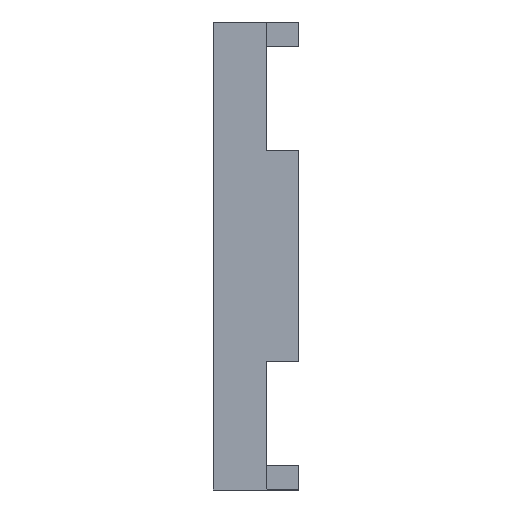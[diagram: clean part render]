
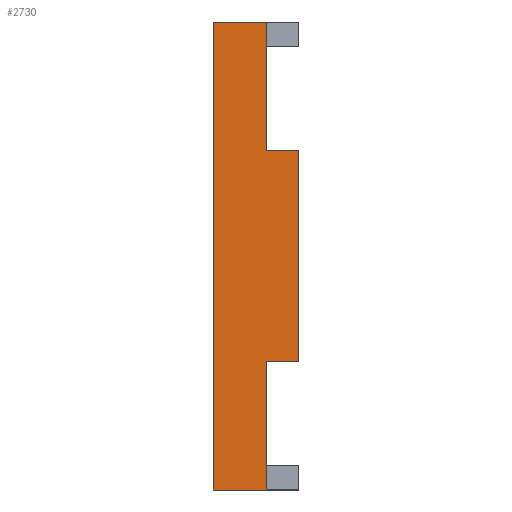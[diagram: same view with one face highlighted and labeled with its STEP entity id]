
A CAD part, left-side view. The second image highlights one B-rep face of the part: STEP entity #2730.
In plain terms, the highlighted planar face has unit normal (-1, 0, 0).
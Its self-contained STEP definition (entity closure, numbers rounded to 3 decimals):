
#39 = VECTOR ( 'NONE', #2940, 1000. ) ;
#130 = DIRECTION ( 'NONE',  ( 0., 0., 1. ) ) ;
#134 = CARTESIAN_POINT ( 'NONE',  ( -27.2, 0., -14.6 ) ) ;
#168 = ORIENTED_EDGE ( 'NONE', *, *, #2161, .F. ) ;
#179 = VERTEX_POINT ( 'NONE', #1744 ) ;
#183 = DIRECTION ( 'NONE',  ( 0., -1., 0. ) ) ;
#281 = EDGE_CURVE ( 'NONE', #1306, #3002, #1842, .T. ) ;
#330 = CARTESIAN_POINT ( 'NONE',  ( -27.2, 4.5, -14.6 ) ) ;
#475 = EDGE_CURVE ( 'NONE', #2841, #1295, #743, .T. ) ;
#529 = ORIENTED_EDGE ( 'NONE', *, *, #2332, .T. ) ;
#600 = CARTESIAN_POINT ( 'NONE',  ( -27.2, 0., 14.6 ) ) ;
#743 = LINE ( 'NONE', #983, #39 ) ;
#749 = CARTESIAN_POINT ( 'NONE',  ( -27.2, 4.5, 14.6 ) ) ;
#754 = ORIENTED_EDGE ( 'NONE', *, *, #281, .F. ) ;
#779 = EDGE_CURVE ( 'NONE', #1295, #2115, #2418, .T. ) ;
#804 = AXIS2_PLACEMENT_3D ( 'NONE', #1789, #2539, #2274 ) ;
#971 = CARTESIAN_POINT ( 'NONE',  ( -27.2, -2., 6.6 ) ) ;
#983 = CARTESIAN_POINT ( 'NONE',  ( -27.2, 11.314, -6.6 ) ) ;
#1009 = ORIENTED_EDGE ( 'NONE', *, *, #3142, .F. ) ;
#1033 = FACE_OUTER_BOUND ( 'NONE', #2833, .T. ) ;
#1067 = EDGE_CURVE ( 'NONE', #179, #2268, #2564, .T. ) ;
#1223 = VECTOR ( 'NONE', #183, 1000. ) ;
#1295 = VERTEX_POINT ( 'NONE', #2480 ) ;
#1303 = ORIENTED_EDGE ( 'NONE', *, *, #1922, .F. ) ;
#1306 = VERTEX_POINT ( 'NONE', #2936 ) ;
#1355 = ORIENTED_EDGE ( 'NONE', *, *, #1067, .T. ) ;
#1553 = PLANE ( 'NONE',  #804 ) ;
#1582 = VERTEX_POINT ( 'NONE', #3125 ) ;
#1680 = CARTESIAN_POINT ( 'NONE',  ( -27.2, 0., 6.6 ) ) ;
#1744 = CARTESIAN_POINT ( 'NONE',  ( -27.2, 3.35, -14.6 ) ) ;
#1745 = DIRECTION ( 'NONE',  ( 0., -1., 0. ) ) ;
#1751 = LINE ( 'NONE', #2809, #3213 ) ;
#1770 = CARTESIAN_POINT ( 'NONE',  ( -27.2, 11.314, 6.6 ) ) ;
#1789 = CARTESIAN_POINT ( 'NONE',  ( -27.2, 4.5, 0. ) ) ;
#1842 = LINE ( 'NONE', #600, #2694 ) ;
#1908 = DIRECTION ( 'NONE',  ( 0., 0., -1. ) ) ;
#1922 = EDGE_CURVE ( 'NONE', #1582, #1306, #2977, .T. ) ;
#2047 = DIRECTION ( 'NONE',  ( 0., -1., 0. ) ) ;
#2049 = DIRECTION ( 'NONE',  ( 0., 0., -1. ) ) ;
#2115 = VERTEX_POINT ( 'NONE', #971 ) ;
#2119 = DIRECTION ( 'NONE',  ( 0., 0., -1. ) ) ;
#2150 = CARTESIAN_POINT ( 'NONE',  ( -27.2, 3.35, -14.6 ) ) ;
#2161 = EDGE_CURVE ( 'NONE', #3002, #2115, #2213, .T. ) ;
#2213 = LINE ( 'NONE', #1770, #1223 ) ;
#2268 = VERTEX_POINT ( 'NONE', #134 ) ;
#2274 = DIRECTION ( 'NONE',  ( 0., 0., 1. ) ) ;
#2332 = EDGE_CURVE ( 'NONE', #1582, #179, #2392, .T. ) ;
#2336 = VECTOR ( 'NONE', #2047, 1000. ) ;
#2371 = CARTESIAN_POINT ( 'NONE',  ( -27.2, 0., -6.6 ) ) ;
#2392 = LINE ( 'NONE', #2150, #2818 ) ;
#2418 = LINE ( 'NONE', #2665, #2745 ) ;
#2460 = ORIENTED_EDGE ( 'NONE', *, *, #475, .T. ) ;
#2480 = CARTESIAN_POINT ( 'NONE',  ( -27.2, -2., -6.6 ) ) ;
#2521 = VECTOR ( 'NONE', #1745, 1000. ) ;
#2539 = DIRECTION ( 'NONE',  ( -1., 0., 0. ) ) ;
#2564 = LINE ( 'NONE', #330, #2336 ) ;
#2665 = CARTESIAN_POINT ( 'NONE',  ( -27.2, -2., 14.6 ) ) ;
#2694 = VECTOR ( 'NONE', #2119, 1000. ) ;
#2730 = ADVANCED_FACE ( 'NONE', ( #1033 ), #1553, .T. ) ;
#2745 = VECTOR ( 'NONE', #130, 1000. ) ;
#2809 = CARTESIAN_POINT ( 'NONE',  ( -27.2, 0., -14.6 ) ) ;
#2818 = VECTOR ( 'NONE', #1908, 1000. ) ;
#2833 = EDGE_LOOP ( 'NONE', ( #1303, #529, #1355, #1009, #2460, #3029, #168, #754 ) ) ;
#2841 = VERTEX_POINT ( 'NONE', #2371 ) ;
#2936 = CARTESIAN_POINT ( 'NONE',  ( -27.2, 0., 14.6 ) ) ;
#2940 = DIRECTION ( 'NONE',  ( 0., -1., 0. ) ) ;
#2977 = LINE ( 'NONE', #749, #2521 ) ;
#3002 = VERTEX_POINT ( 'NONE', #1680 ) ;
#3029 = ORIENTED_EDGE ( 'NONE', *, *, #779, .T. ) ;
#3125 = CARTESIAN_POINT ( 'NONE',  ( -27.2, 3.35, 14.6 ) ) ;
#3142 = EDGE_CURVE ( 'NONE', #2841, #2268, #1751, .T. ) ;
#3213 = VECTOR ( 'NONE', #2049, 1000. ) ;
